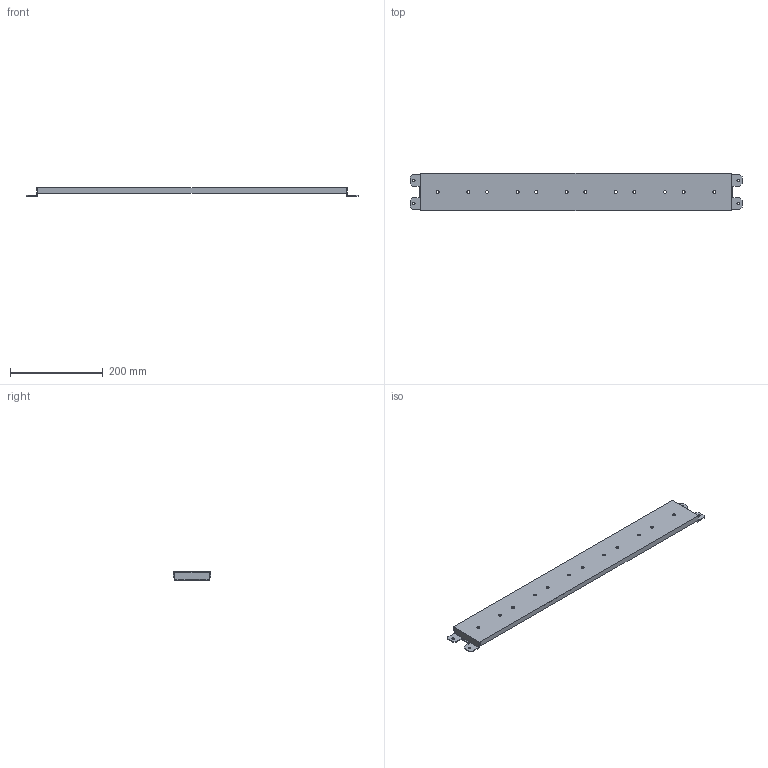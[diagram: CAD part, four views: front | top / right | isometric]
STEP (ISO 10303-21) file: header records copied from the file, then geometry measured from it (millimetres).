
FILE_DESCRIPTION((''),'2;1');
FILE_NAME('PM_3_H00_ASM','2023-02-09T11:52:16',('klemen.sitar'),('Audax d.o.o.'),'CREO PARAMETRIC BY PTC INC, 2021304','CREO PARAMETRIC BY PTC INC, 2021304','');
FILE_SCHEMA(('AP242_MANAGED_MODEL_BASED_3D_ENGINEERING_MIM_LF { 1 0 10303 442 1 1 4 }'));
Length unit declared in the file: millimetre
Products named in the file (2): OPEN_CASCADE_STEP_TRANSLAT-4370; PM_3_H00_ASM
Assembly tree (1 placements, depth 2):
  PM_3_H00_ASM
    OPEN_CASCADE_STEP_TRANSLAT-4370
Bounding box: 716 x 81.4 x 17.5 mm (x, y, z)
Volume: 141347.2 mm3; surface area: 145474.3 mm2
Topology: 1 solids, 1 shells, 74 faces, 216 edges, 144 vertices
Faces by surface type: plane 42, cylinder 32
Entity records: 4088 total; most frequent: CARTESIAN_POINT 444, DIRECTION 440, ORIENTED_EDGE 432, PRESENTATION_STYLE_ASSIGNMENT 294, STYLED_ITEM 294, CURVE_STYLE 219, EDGE_CURVE 216, COLOUR_RGB 192
